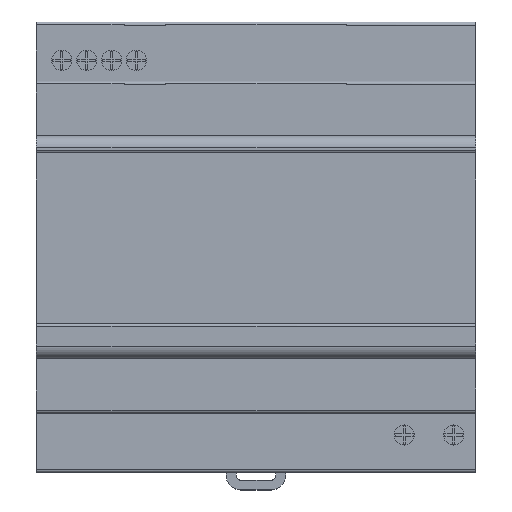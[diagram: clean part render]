
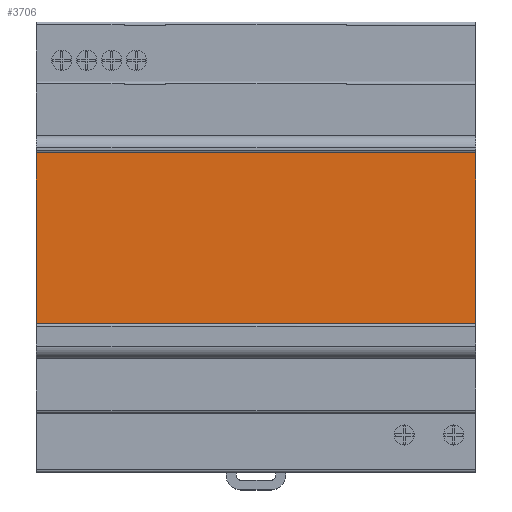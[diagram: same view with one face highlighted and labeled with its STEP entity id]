
A CAD part, top view. The second image highlights one B-rep face of the part: STEP entity #3706.
In plain terms, the highlighted planar face has unit normal (0, 0, 1).
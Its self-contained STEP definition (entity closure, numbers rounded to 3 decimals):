
#2837=CARTESIAN_POINT('',(0.0,-15.639,50.679));
#2838=VERTEX_POINT('',#2837);
#2845=CARTESIAN_POINT('',(0.0,19.347,50.679));
#2846=VERTEX_POINT('',#2845);
#2847=CARTESIAN_POINT('',(0.0,19.347,50.679));
#2848=DIRECTION('',(0.0,-1.0,0.0));
#2849=VECTOR('',#2848,34.986);
#2850=LINE('',#2847,#2849);
#2851=EDGE_CURVE('',#2846,#2838,#2850,.T.);
#3664=CARTESIAN_POINT('',(90.0,19.347,50.679));
#3665=VERTEX_POINT('',#3664);
#3666=CARTESIAN_POINT('',(90.0,19.347,50.679));
#3667=DIRECTION('',(-1.0,0.0,0.0));
#3668=VECTOR('',#3667,90.0);
#3669=LINE('',#3666,#3668);
#3670=EDGE_CURVE('',#3665,#2846,#3669,.T.);
#3683=CARTESIAN_POINT('',(55.0,19.347,50.679));
#3684=DIRECTION('',(0.0,0.0,1.0));
#3685=DIRECTION('',(1.0,0.0,0.0));
#3686=AXIS2_PLACEMENT_3D('',#3683,#3684,#3685);
#3687=PLANE('',#3686);
#3688=CARTESIAN_POINT('',(90.0,-15.639,50.679));
#3689=VERTEX_POINT('',#3688);
#3690=CARTESIAN_POINT('',(90.0,-15.639,50.679));
#3691=DIRECTION('',(-1.0,0.0,0.0));
#3692=VECTOR('',#3691,90.0);
#3693=LINE('',#3690,#3692);
#3694=EDGE_CURVE('',#3689,#2838,#3693,.T.);
#3695=ORIENTED_EDGE('',*,*,#3694,.F.);
#3696=CARTESIAN_POINT('',(90.0,-15.639,50.679));
#3697=DIRECTION('',(0.0,1.0,0.0));
#3698=VECTOR('',#3697,34.986);
#3699=LINE('',#3696,#3698);
#3700=EDGE_CURVE('',#3689,#3665,#3699,.T.);
#3701=ORIENTED_EDGE('',*,*,#3700,.T.);
#3702=ORIENTED_EDGE('',*,*,#3670,.T.);
#3703=ORIENTED_EDGE('',*,*,#2851,.T.);
#3704=EDGE_LOOP('',(#3695,#3701,#3702,#3703));
#3705=FACE_OUTER_BOUND('',#3704,.T.);
#3706=ADVANCED_FACE('',(#3705),#3687,.T.);
